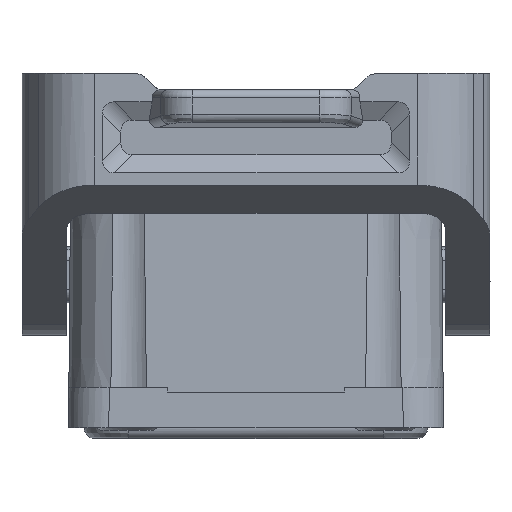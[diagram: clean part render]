
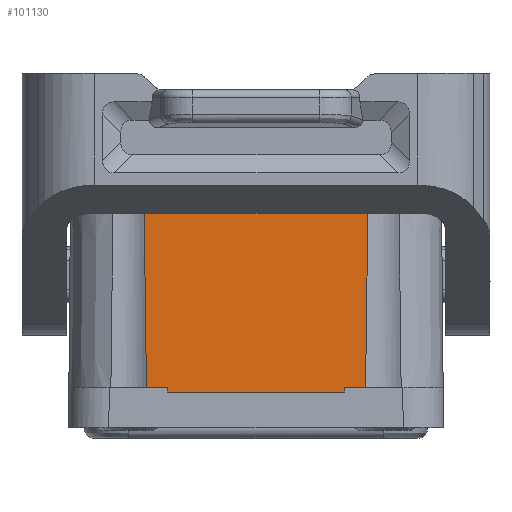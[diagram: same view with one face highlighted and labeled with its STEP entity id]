
A CAD part, left-side view. The second image highlights one B-rep face of the part: STEP entity #101130.
In plain terms, the highlighted face is planar.
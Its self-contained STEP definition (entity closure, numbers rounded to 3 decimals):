
#66210=CARTESIAN_POINT('',(11.945,1.6,11.));
#66220=VERTEX_POINT('',#66210);
#66250=CARTESIAN_POINT('',(11.959,0.,11.));
#66260=DIRECTION('',(0.009,-1.,
0.));
#66270=VECTOR('',#66260,1.);
#66280=LINE('',#66250,#66270);
#66290=CARTESIAN_POINT('',(11.951,1.,11.));
#66300=VERTEX_POINT('',#66290);
#66310=EDGE_CURVE('',#66220,#66300,#66280,.T.);
#72180=CARTESIAN_POINT('',(11.951,1.,-11.));
#72190=VERTEX_POINT('',#72180);
#72290=CARTESIAN_POINT('',(11.951,1.,0.));
#72300=DIRECTION('',(0.,0.,1.));
#72310=VECTOR('',#72300,1.);
#72320=LINE('',#72290,#72310);
#72330=EDGE_CURVE('',#72190,#66300,#72320,.T.);
#73160=CARTESIAN_POINT('',(15.253,23.6,16.));
#73170=DIRECTION('',(0.,1.,0.));
#73180=DIRECTION('',(1.,0.,0.));
#73190=AXIS2_PLACEMENT_3D('',#73160,#73170,#73180);
#73200=CYLINDRICAL_SURFACE('',#73190,4.1);
#100310=CARTESIAN_POINT('',(11.753,23.6,
0.));
#100320=DIRECTION('',(1.,0.009,
0.));
#100330=DIRECTION('',(0.,0.,-1.));
#100340=AXIS2_PLACEMENT_3D('',#100310,#100320,#100330);
#100350=PLANE('',#100340);
#100360=ORIENTED_EDGE('',*,*,#66310,.T.);
#100370=CARTESIAN_POINT('',(11.945,1.6,0.));
#100380=DIRECTION('',(0.,0.,1.));
#100390=VECTOR('',#100380,1.);
#100400=LINE('',#100370,#100390);
#100410=CARTESIAN_POINT('',(11.945,1.6,13.578))
;
#100420=VERTEX_POINT('',#100410);
#100430=EDGE_CURVE('',#66220,#100420,#100400,.T.);
#100440=ORIENTED_EDGE('',*,*,#100430,.F.);
#100450=CARTESIAN_POINT('',(11.945,1.6,
13.578));
#100460=CARTESIAN_POINT('',(11.929,3.433,
13.6));
#100470=CARTESIAN_POINT('',(11.913,5.266,
13.622));
#100480=CARTESIAN_POINT('',(11.898,7.099,
13.645));
#100490=CARTESIAN_POINT('',(11.882,8.932,
13.668));
#100500=CARTESIAN_POINT('',(11.866,10.766,
13.691));
#100510=CARTESIAN_POINT('',(11.85,12.599,
13.715));
#100520=CARTESIAN_POINT('',(11.834,14.432,
13.738));
#100530=CARTESIAN_POINT('',(11.818,16.266,
13.763));
#100540=CARTESIAN_POINT('',(11.802,18.099,
13.788));
#100550=CARTESIAN_POINT('',(11.786,19.933,
13.813));
#100560=CARTESIAN_POINT('',(11.77,21.767,
13.838));
#100570=CARTESIAN_POINT('',(11.753,23.6,
13.865));
#100580=B_SPLINE_CURVE_WITH_KNOTS('',3,(#100450,#100460,#100470,#100480,
#100490,#100500,#100510,#100520,#100530,#100540,#100550,#100560,#100570)
,.UNSPECIFIED.,.F.,.F.,(4,3,3,3,4),(0.,5.499,11.,
16.501,22.003),.UNSPECIFIED.);
#100590=SURFACE_CURVE('',#100580,(#100350,#73200),.CURVE_3D.);
#100600=CARTESIAN_POINT('',(11.753,23.6,13.865))
;
#100610=VERTEX_POINT('',#100600);
#100620=EDGE_CURVE('',#100420,#100610,#100590,.T.);
#100630=ORIENTED_EDGE('',*,*,#100620,.F.);
#100640=CARTESIAN_POINT('',(11.753,23.6,
0.));
#100650=DIRECTION('',(0.,0.,1.));
#100660=VECTOR('',#100650,1.);
#100670=LINE('',#100640,#100660);
#100680=CARTESIAN_POINT('',(11.753,23.6,
-13.865));
#100690=VERTEX_POINT('',#100680);
#100700=EDGE_CURVE('',#100690,#100610,#100670,.T.);
#100710=ORIENTED_EDGE('',*,*,#100700,.T.);
#100720=CARTESIAN_POINT('',(15.253,23.6,-16.));
#100730=DIRECTION('',(0.,1.,0.));
#100740=DIRECTION('',(1.,0.,0.));
#100750=AXIS2_PLACEMENT_3D('',#100720,#100730,#100740);
#100760=CYLINDRICAL_SURFACE('',#100750,4.1);
#100770=CARTESIAN_POINT('',(11.753,23.6,
-13.865));
#100780=CARTESIAN_POINT('',(11.77,21.767,
-13.838));
#100790=CARTESIAN_POINT('',(11.786,19.933,
-13.813));
#100800=CARTESIAN_POINT('',(11.802,18.099,
-13.788));
#100810=CARTESIAN_POINT('',(11.818,16.266,
-13.763));
#100820=CARTESIAN_POINT('',(11.834,14.432,
-13.738));
#100830=CARTESIAN_POINT('',(11.85,12.599,
-13.715));
#100840=CARTESIAN_POINT('',(11.866,10.766,
-13.691));
#100850=CARTESIAN_POINT('',(11.882,8.932,
-13.668));
#100860=CARTESIAN_POINT('',(11.898,7.099,
-13.645));
#100870=CARTESIAN_POINT('',(11.913,5.266,
-13.622));
#100880=CARTESIAN_POINT('',(11.929,3.433,
-13.6));
#100890=CARTESIAN_POINT('',(11.945,1.6,
-13.578));
#100900=B_SPLINE_CURVE_WITH_KNOTS('',3,(#100770,#100780,#100790,#100800,
#100810,#100820,#100830,#100840,#100850,#100860,#100870,#100880,#100890)
,.UNSPECIFIED.,.F.,.F.,(4,3,3,3,4),(0.,5.502,11.003
,16.503,22.003),.UNSPECIFIED.);
#100910=SURFACE_CURVE('',#100900,(#100350,#100760),.CURVE_3D.);
#100920=CARTESIAN_POINT('',(11.945,1.6,
-13.578));
#100930=VERTEX_POINT('',#100920);
#100940=EDGE_CURVE('',#100690,#100930,#100910,.T.);
#100950=ORIENTED_EDGE('',*,*,#100940,.F.);
#100960=CARTESIAN_POINT('',(11.945,1.6,0.));
#100970=DIRECTION('',(0.,0.,1.));
#100980=VECTOR('',#100970,1.);
#100990=LINE('',#100960,#100980);
#101000=CARTESIAN_POINT('',(11.945,1.6,-11.));
#101010=VERTEX_POINT('',#101000);
#101020=EDGE_CURVE('',#100930,#101010,#100990,.T.);
#101030=ORIENTED_EDGE('',*,*,#101020,.F.);
#101040=CARTESIAN_POINT('',(11.959,0.,-11.));
#101050=DIRECTION('',(0.009,-1.,
0.));
#101060=VECTOR('',#101050,1.);
#101070=LINE('',#101040,#101060);
#101080=EDGE_CURVE('',#101010,#72190,#101070,.T.);
#101090=ORIENTED_EDGE('',*,*,#101080,.F.);
#101100=ORIENTED_EDGE('',*,*,#72330,.F.);
#101110=EDGE_LOOP('',(#101100,#101090,#101030,#100950,#100710,#100630,
#100440,#100360));
#101120=FACE_OUTER_BOUND('',#101110,.T.);
#101130=ADVANCED_FACE('',(#101120),#100350,.T.);
